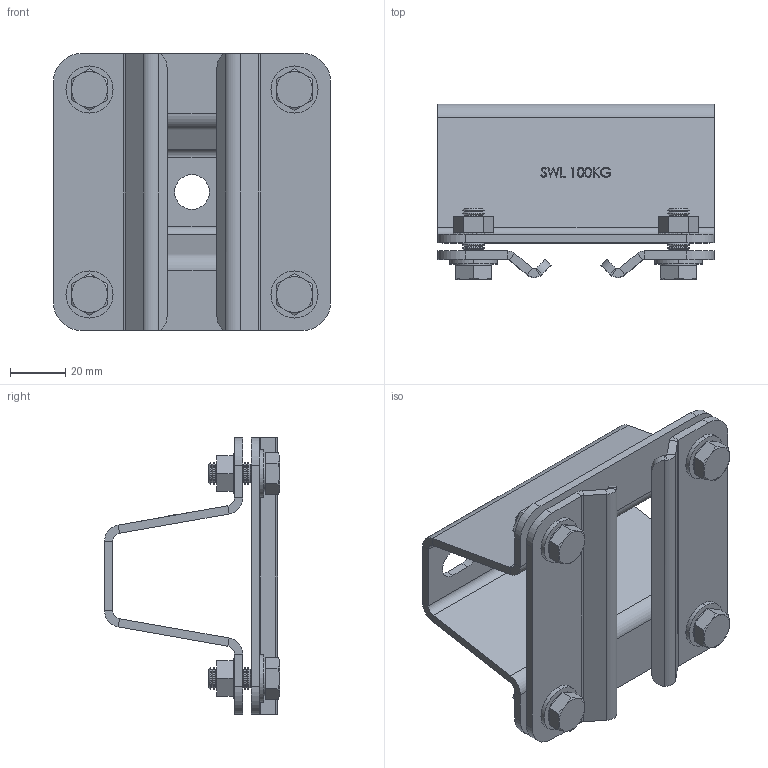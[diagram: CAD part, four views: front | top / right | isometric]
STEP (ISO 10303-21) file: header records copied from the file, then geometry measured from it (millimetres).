
FILE_DESCRIPTION (( 'STEP AP203' ), '1' );
FILE_NAME ('T84121.STEP', '2018-09-18T13:09:47', ( '' ), ( '' ), 'SwSTEP 2.0', 'SolidWorks 2016', '' );
FILE_SCHEMA (( 'CONFIG_CONTROL_DESIGN' ));
Length unit declared in the file: millimetre
Products named in the file (6): T84121; A Washer_Bright washer BS 4320 - M8 (Form A); Hex Screw GradeC_Doughty Fastners_ISO 4018 - M8 x 20-WS; F936; TH1360; TH1273
Assembly tree (15 placements, depth 2):
  T84121
    TH1360
    TH1273  x2
    A Washer_Bright washer BS 4320 - M8 (Form A)  x4
    F936  x4
    Hex Screw GradeC_Doughty Fastners_ISO 4018 - M8 x 20-WS  x4
Bounding box: 100 x 63.27 x 100 mm (x, y, z)
Volume: 85191.2 mm3; surface area: 63809.8 mm2
Topology: 15 solids, 15 shells, 1111 faces, 2857 edges, 1790 vertices
Faces by surface type: cylinder 479, plane 314, cone 272, bspline 46
Entity records: 16136 total; most frequent: CARTESIAN_POINT 5237, DIRECTION 2126, ORIENTED_EDGE 2092, EDGE_CURVE 1046, AXIS2_PLACEMENT_3D 801, VERTEX_POINT 658, LINE 524, VECTOR 524
